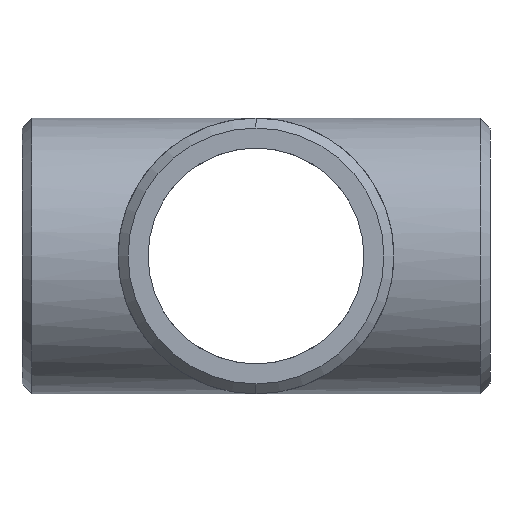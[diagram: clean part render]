
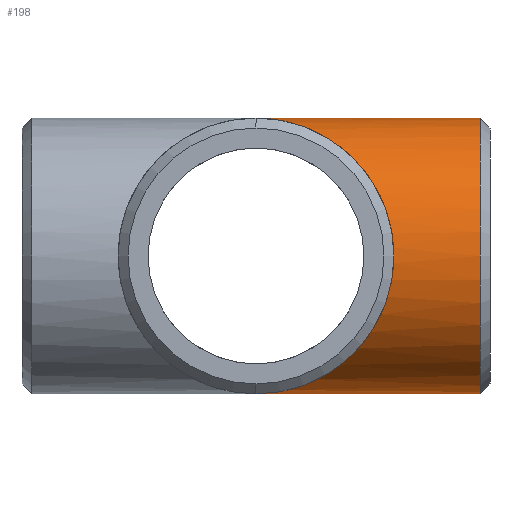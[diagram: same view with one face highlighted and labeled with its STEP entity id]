
A CAD part, left-side view. The second image highlights one B-rep face of the part: STEP entity #198.
In plain terms, the highlighted cylindrical face has radius 84.138 mm (diameter 168.275 mm), a partial arc.
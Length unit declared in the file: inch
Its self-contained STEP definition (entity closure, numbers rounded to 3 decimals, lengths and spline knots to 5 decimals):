
#22 = ORIENTED_EDGE ( 'NONE', *, *, #618, .F. ) ;
#35 = CARTESIAN_POINT ( 'NONE',  ( 0., 0., -3.3125 ) ) ;
#52 = AXIS2_PLACEMENT_3D ( 'NONE', #403, #479, #417 ) ;
#61 =( BOUNDED_CURVE ( )  B_SPLINE_CURVE ( 3, ( #35, #759, #214, #710 ),
 .UNSPECIFIED., .F., .T. ) 
 B_SPLINE_CURVE_WITH_KNOTS ( ( 4, 4 ),
 ( 4.71239, 7.85398 ),
 .UNSPECIFIED. ) 
 CURVE ( )  GEOMETRIC_REPRESENTATION_ITEM ( )  RATIONAL_B_SPLINE_CURVE ( ( 1., 0.333, 0.333, 1. ) ) 
 REPRESENTATION_ITEM ( '' )  );
#77 = FACE_OUTER_BOUND ( 'NONE', #533, .T. ) ;
#89 = VERTEX_POINT ( 'NONE', #467 ) ;
#129 = CARTESIAN_POINT ( 'NONE',  ( 0., -5.38033, -3.3125 ) ) ;
#139 = EDGE_CURVE ( 'NONE', #644, #728, #347, .T. ) ;
#162 = DIRECTION ( 'NONE',  ( 0., 1., 0. ) ) ;
#166 = EDGE_CURVE ( 'NONE', #263, #644, #398, .T. ) ;
#172 = AXIS2_PLACEMENT_3D ( 'NONE', #573, #491, #615 ) ;
#197 = CARTESIAN_POINT ( 'NONE',  ( 0., 0., 3.3125 ) ) ;
#198 = ADVANCED_FACE ( 'NONE', ( #77 ), #737, .T. ) ;
#214 = CARTESIAN_POINT ( 'NONE',  ( -6.625, -6.625, 3.3125 ) ) ;
#239 = LINE ( 'NONE', #671, #452 ) ;
#263 = VERTEX_POINT ( 'NONE', #129 ) ;
#338 = ORIENTED_EDGE ( 'NONE', *, *, #166, .T. ) ;
#347 = LINE ( 'NONE', #354, #597 ) ;
#354 = CARTESIAN_POINT ( 'NONE',  ( 0., -5.62, 3.3125 ) ) ;
#362 = DIRECTION ( 'NONE',  ( 0., 1., 0. ) ) ;
#398 = CIRCLE ( 'NONE', #52, 3.3125 ) ;
#403 = CARTESIAN_POINT ( 'NONE',  ( 0., -5.38033, 0. ) ) ;
#417 = DIRECTION ( 'NONE',  ( 0., 0., -1. ) ) ;
#425 = EDGE_CURVE ( 'NONE', #89, #728, #61, .T. ) ;
#452 = VECTOR ( 'NONE', #362, 39.37008 ) ;
#467 = CARTESIAN_POINT ( 'NONE',  ( 0., 0., -3.3125 ) ) ;
#479 = DIRECTION ( 'NONE',  ( 0., 1., 0. ) ) ;
#491 = DIRECTION ( 'NONE',  ( 0., 1., 0. ) ) ;
#533 = EDGE_LOOP ( 'NONE', ( #338, #788, #579, #22 ) ) ;
#573 = CARTESIAN_POINT ( 'NONE',  ( 0., -5.62, 0. ) ) ;
#579 = ORIENTED_EDGE ( 'NONE', *, *, #425, .F. ) ;
#597 = VECTOR ( 'NONE', #162, 39.37008 ) ;
#615 = DIRECTION ( 'NONE',  ( 0., 0., -1. ) ) ;
#618 = EDGE_CURVE ( 'NONE', #263, #89, #239, .T. ) ;
#644 = VERTEX_POINT ( 'NONE', #682 ) ;
#671 = CARTESIAN_POINT ( 'NONE',  ( 0., -5.62, -3.3125 ) ) ;
#682 = CARTESIAN_POINT ( 'NONE',  ( 0., -5.38033, 3.3125 ) ) ;
#710 = CARTESIAN_POINT ( 'NONE',  ( 0., 0., 3.3125 ) ) ;
#728 = VERTEX_POINT ( 'NONE', #197 ) ;
#737 = CYLINDRICAL_SURFACE ( 'NONE', #172, 3.3125 ) ;
#759 = CARTESIAN_POINT ( 'NONE',  ( -6.625, -6.625, -3.3125 ) ) ;
#788 = ORIENTED_EDGE ( 'NONE', *, *, #139, .T. ) ;
